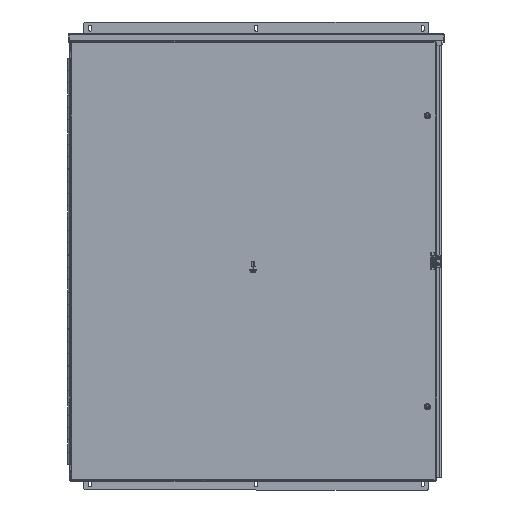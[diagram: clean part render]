
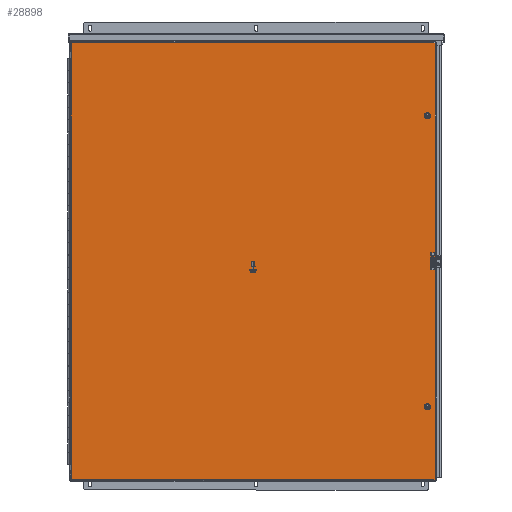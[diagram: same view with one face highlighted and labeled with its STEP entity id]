
A CAD part, front view. The second image highlights one B-rep face of the part: STEP entity #28898.
In plain terms, the highlighted planar face has unit normal (0, -1, 0).
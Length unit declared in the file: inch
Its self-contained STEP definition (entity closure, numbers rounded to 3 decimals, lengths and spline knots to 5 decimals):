
#196 = VERTEX_POINT ( 'NONE', #34179 ) ;
#533 = VECTOR ( 'NONE', #22481, 39.37008 ) ;
#837 = CARTESIAN_POINT ( 'NONE',  ( 14.45975, -12.172, 0.259 ) ) ;
#1195 = AXIS2_PLACEMENT_3D ( 'NONE', #13023, #34871, #31988 ) ;
#2268 = LINE ( 'NONE', #26609, #5691 ) ;
#2807 = LINE ( 'NONE', #2984, #17541 ) ;
#2984 = CARTESIAN_POINT ( 'NONE',  ( 14.508, -12.172, -18.163 ) ) ;
#3022 = FACE_BOUND ( 'NONE', #3571, .T. ) ;
#3430 = CARTESIAN_POINT ( 'NONE',  ( 14.508, -12.172, 17.306 ) ) ;
#3571 = EDGE_LOOP ( 'NONE', ( #12680, #22167, #9935, #28081 ) ) ;
#3806 = EDGE_CURVE ( 'NONE', #7700, #21456, #15227, .T. ) ;
#3827 = CIRCLE ( 'NONE', #4393, 0.133 ) ;
#3864 = CARTESIAN_POINT ( 'NONE',  ( 13.751, -12.172, -12.241 ) ) ;
#4048 = CARTESIAN_POINT ( 'NONE',  ( 13.751, -12.172, 11.384 ) ) ;
#4393 = AXIS2_PLACEMENT_3D ( 'NONE', #19888, #17707, #9059 ) ;
#4448 = ORIENTED_EDGE ( 'NONE', *, *, #23663, .T. ) ;
#5691 = VECTOR ( 'NONE', #30013, 39.37008 ) ;
#5862 = DIRECTION ( 'NONE',  ( 1., 0., 0. ) ) ;
#6253 = LINE ( 'NONE', #22851, #533 ) ;
#6310 = EDGE_CURVE ( 'NONE', #31899, #33908, #17969, .T. ) ;
#6851 = CARTESIAN_POINT ( 'NONE',  ( 14.45975, -12.172, -1.116 ) ) ;
#7466 = ORIENTED_EDGE ( 'NONE', *, *, #32220, .T. ) ;
#7700 = VERTEX_POINT ( 'NONE', #30608 ) ;
#7895 = FACE_BOUND ( 'NONE', #24136, .T. ) ;
#8025 = VECTOR ( 'NONE', #30823, 39.37008 ) ;
#8264 = CARTESIAN_POINT ( 'NONE',  ( 14.508, -12.172, -18.163 ) ) ;
#8733 = CARTESIAN_POINT ( 'NONE',  ( 14.14725, -12.172, 0.259 ) ) ;
#8945 = EDGE_CURVE ( 'NONE', #26852, #19903, #30802, .T. ) ;
#9059 = DIRECTION ( 'NONE',  ( 1., 0., 0. ) ) ;
#9899 = EDGE_CURVE ( 'NONE', #19903, #20351, #33866, .T. ) ;
#9935 = ORIENTED_EDGE ( 'NONE', *, *, #14860, .T. ) ;
#11579 = DIRECTION ( 'NONE',  ( 1., 0., 0. ) ) ;
#12680 = ORIENTED_EDGE ( 'NONE', *, *, #9899, .T. ) ;
#13023 = CARTESIAN_POINT ( 'NONE',  ( 13.884, -12.172, -12.241 ) ) ;
#13448 = DIRECTION ( 'NONE',  ( 1., 0., 0. ) ) ;
#14039 = AXIS2_PLACEMENT_3D ( 'NONE', #19698, #17699, #11579 ) ;
#14375 = DIRECTION ( 'NONE',  ( 0., 0., -1. ) ) ;
#14860 = EDGE_CURVE ( 'NONE', #30519, #26852, #6253, .T. ) ;
#15019 = EDGE_LOOP ( 'NONE', ( #19828, #7466 ) ) ;
#15227 = LINE ( 'NONE', #20461, #20204 ) ;
#15404 = CARTESIAN_POINT ( 'NONE',  ( 14.017, -12.172, 11.384 ) ) ;
#15754 = DIRECTION ( 'NONE',  ( 0., 0., -1. ) ) ;
#16182 = PLANE ( 'NONE',  #22129 ) ;
#16224 = EDGE_LOOP ( 'NONE', ( #27349, #21876, #21760, #25576 ) ) ;
#16338 = CARTESIAN_POINT ( 'NONE',  ( 13.884, -12.172, 11.384 ) ) ;
#16711 = DIRECTION ( 'NONE',  ( 0., -1., 0. ) ) ;
#17541 = VECTOR ( 'NONE', #33112, 39.37008 ) ;
#17699 = DIRECTION ( 'NONE',  ( 0., 1., 0. ) ) ;
#17707 = DIRECTION ( 'NONE',  ( 0., 1., 0. ) ) ;
#17900 = EDGE_CURVE ( 'NONE', #21552, #7700, #25410, .T. ) ;
#17969 = CIRCLE ( 'NONE', #28924, 0.133 ) ;
#18163 = EDGE_CURVE ( 'NONE', #21456, #30111, #24624, .T. ) ;
#18393 = VECTOR ( 'NONE', #5862, 39.37008 ) ;
#18652 = CIRCLE ( 'NONE', #14039, 0.133 ) ;
#18891 = FACE_OUTER_BOUND ( 'NONE', #16224, .T. ) ;
#19075 = CARTESIAN_POINT ( 'NONE',  ( 14.508, -12.172, -18.163 ) ) ;
#19223 = CARTESIAN_POINT ( 'NONE',  ( 14.14725, -12.172, -1.116 ) ) ;
#19587 = CIRCLE ( 'NONE', #1195, 0.133 ) ;
#19698 = CARTESIAN_POINT ( 'NONE',  ( 13.884, -12.172, -12.241 ) ) ;
#19828 = ORIENTED_EDGE ( 'NONE', *, *, #6310, .T. ) ;
#19888 = CARTESIAN_POINT ( 'NONE',  ( 13.884, -12.172, 11.384 ) ) ;
#19903 = VERTEX_POINT ( 'NONE', #837 ) ;
#19967 = CARTESIAN_POINT ( 'NONE',  ( 14.45975, -12.172, -1.116 ) ) ;
#19983 = DIRECTION ( 'NONE',  ( 1., 0., 0. ) ) ;
#20204 = VECTOR ( 'NONE', #15754, 39.37008 ) ;
#20351 = VERTEX_POINT ( 'NONE', #6851 ) ;
#20461 = CARTESIAN_POINT ( 'NONE',  ( -15.026, -12.172, -18.163 ) ) ;
#21456 = VERTEX_POINT ( 'NONE', #25579 ) ;
#21552 = VERTEX_POINT ( 'NONE', #34247 ) ;
#21744 = DIRECTION ( 'NONE',  ( 0., 1., 0. ) ) ;
#21760 = ORIENTED_EDGE ( 'NONE', *, *, #18163, .T. ) ;
#21876 = ORIENTED_EDGE ( 'NONE', *, *, #3806, .T. ) ;
#22129 = AXIS2_PLACEMENT_3D ( 'NONE', #19075, #16711, #29874 ) ;
#22167 = ORIENTED_EDGE ( 'NONE', *, *, #34777, .T. ) ;
#22481 = DIRECTION ( 'NONE',  ( 0., 0., 1. ) ) ;
#22633 = CARTESIAN_POINT ( 'NONE',  ( 14.508, -12.172, -18.163 ) ) ;
#22851 = CARTESIAN_POINT ( 'NONE',  ( 14.14725, -12.172, 0.259 ) ) ;
#23471 = VERTEX_POINT ( 'NONE', #3864 ) ;
#23663 = EDGE_CURVE ( 'NONE', #23471, #196, #19587, .T. ) ;
#24136 = EDGE_LOOP ( 'NONE', ( #35353, #4448 ) ) ;
#24433 = VECTOR ( 'NONE', #14375, 39.37008 ) ;
#24624 = LINE ( 'NONE', #22633, #18393 ) ;
#25410 = LINE ( 'NONE', #3430, #8025 ) ;
#25534 = VECTOR ( 'NONE', #19983, 39.37008 ) ;
#25576 = ORIENTED_EDGE ( 'NONE', *, *, #30480, .T. ) ;
#25579 = CARTESIAN_POINT ( 'NONE',  ( -15.026, -12.172, -18.163 ) ) ;
#26609 = CARTESIAN_POINT ( 'NONE',  ( 14.14725, -12.172, -1.116 ) ) ;
#26852 = VERTEX_POINT ( 'NONE', #8733 ) ;
#27349 = ORIENTED_EDGE ( 'NONE', *, *, #17900, .T. ) ;
#28081 = ORIENTED_EDGE ( 'NONE', *, *, #8945, .T. ) ;
#28260 = CARTESIAN_POINT ( 'NONE',  ( 14.45975, -12.172, 0.259 ) ) ;
#28405 = EDGE_CURVE ( 'NONE', #196, #23471, #18652, .T. ) ;
#28898 = ADVANCED_FACE ( 'NONE', ( #18891, #32783, #3022, #7895 ), #16182, .T. ) ;
#28924 = AXIS2_PLACEMENT_3D ( 'NONE', #16338, #21744, #13448 ) ;
#29874 = DIRECTION ( 'NONE',  ( 1., 0., 0. ) ) ;
#30013 = DIRECTION ( 'NONE',  ( -1., 0., 0. ) ) ;
#30111 = VERTEX_POINT ( 'NONE', #8264 ) ;
#30480 = EDGE_CURVE ( 'NONE', #30111, #21552, #2807, .T. ) ;
#30519 = VERTEX_POINT ( 'NONE', #19223 ) ;
#30608 = CARTESIAN_POINT ( 'NONE',  ( -15.026, -12.172, 17.306 ) ) ;
#30802 = LINE ( 'NONE', #28260, #25534 ) ;
#30823 = DIRECTION ( 'NONE',  ( -1., 0., 0. ) ) ;
#31899 = VERTEX_POINT ( 'NONE', #15404 ) ;
#31988 = DIRECTION ( 'NONE',  ( 1., 0., 0. ) ) ;
#32220 = EDGE_CURVE ( 'NONE', #33908, #31899, #3827, .T. ) ;
#32783 = FACE_BOUND ( 'NONE', #15019, .T. ) ;
#33112 = DIRECTION ( 'NONE',  ( 0., 0., 1. ) ) ;
#33866 = LINE ( 'NONE', #19967, #24433 ) ;
#33908 = VERTEX_POINT ( 'NONE', #4048 ) ;
#34179 = CARTESIAN_POINT ( 'NONE',  ( 14.017, -12.172, -12.241 ) ) ;
#34247 = CARTESIAN_POINT ( 'NONE',  ( 14.508, -12.172, 17.306 ) ) ;
#34777 = EDGE_CURVE ( 'NONE', #20351, #30519, #2268, .T. ) ;
#34871 = DIRECTION ( 'NONE',  ( 0., 1., 0. ) ) ;
#35353 = ORIENTED_EDGE ( 'NONE', *, *, #28405, .T. ) ;
